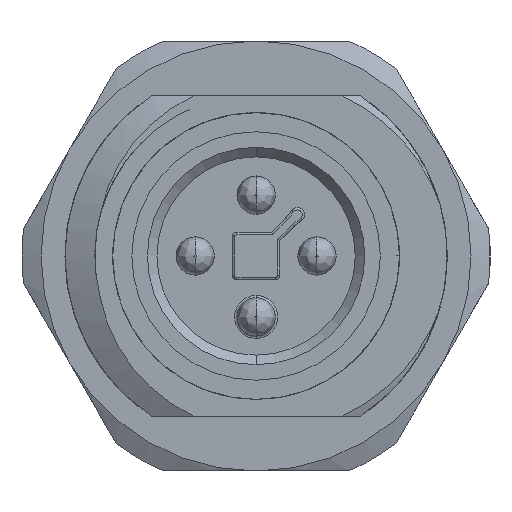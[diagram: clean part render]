
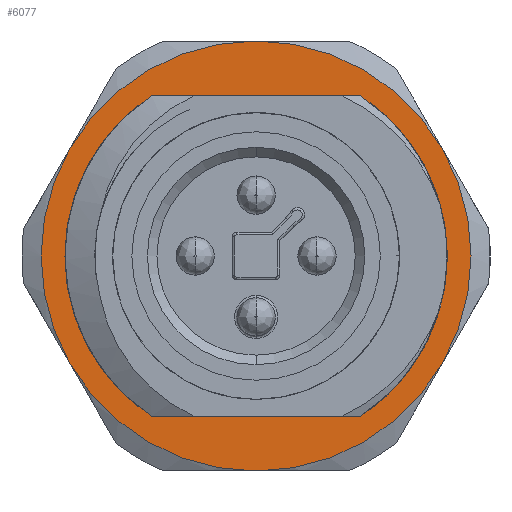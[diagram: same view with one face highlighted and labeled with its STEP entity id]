
A CAD part, left-side view. The second image highlights one B-rep face of the part: STEP entity #6077.
In plain terms, the highlighted planar face has unit normal (-1, 0, 0).
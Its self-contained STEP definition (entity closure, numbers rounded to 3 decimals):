
#66 = LINE ( 'NONE', #3506, #94 ) ;
#94 = VECTOR ( 'NONE', #3433, 1000. ) ;
#98 = ORIENTED_EDGE ( 'NONE', *, *, #2412, .F. ) ;
#130 = CIRCLE ( 'NONE', #4566, 8. ) ;
#131 = VERTEX_POINT ( 'NONE', #1730 ) ;
#163 = VECTOR ( 'NONE', #3064, 1000. ) ;
#197 = LINE ( 'NONE', #3073, #163 ) ;
#241 = LINE ( 'NONE', #2965, #298 ) ;
#286 = CIRCLE ( 'NONE', #4444, 8. ) ;
#298 = VECTOR ( 'NONE', #3015, 1000. ) ;
#313 = CARTESIAN_POINT ( 'NONE',  ( 16.56, -7.794, -4.5 ) ) ;
#316 = CIRCLE ( 'NONE', #4407, 9. ) ;
#336 = CIRCLE ( 'NONE', #4391, 9. ) ;
#349 = CIRCLE ( 'NONE', #4326, 9. ) ;
#387 = CIRCLE ( 'NONE', #4327, 9. ) ;
#394 = CIRCLE ( 'NONE', #4362, 9. ) ;
#414 = CIRCLE ( 'NONE', #4375, 9. ) ;
#614 = CARTESIAN_POINT ( 'NONE',  ( 16.56, -7.245, 0. ) ) ;
#1199 = CARTESIAN_POINT ( 'NONE',  ( 16.56, 7.794, -4.5 ) ) ;
#1349 = ORIENTED_EDGE ( 'NONE', *, *, #2477, .F. ) ;
#1500 = ORIENTED_EDGE ( 'NONE', *, *, #2459, .F. ) ;
#1724 = AXIS2_PLACEMENT_3D ( 'NONE', #9530, #9514, #9494 ) ;
#1730 = CARTESIAN_POINT ( 'NONE',  ( 16.56, 4.371, -6.7 ) ) ;
#1879 = CARTESIAN_POINT ( 'NONE',  ( 16.56, 0., 9. ) ) ;
#2021 = ORIENTED_EDGE ( 'NONE', *, *, #2324, .F. ) ;
#2077 = ORIENTED_EDGE ( 'NONE', *, *, #2410, .F. ) ;
#2288 = EDGE_CURVE ( 'NONE', #11004, #10132, #66, .T. ) ;
#2323 = DIRECTION ( 'NONE',  ( 0., 0., -1. ) ) ;
#2324 = EDGE_CURVE ( 'NONE', #10132, #10474, #8426, .T. ) ;
#2331 = DIRECTION ( 'NONE',  ( 1., 0., 0. ) ) ;
#2333 = CARTESIAN_POINT ( 'NONE',  ( 16.56, 0., 0. ) ) ;
#2340 = EDGE_CURVE ( 'NONE', #10474, #5181, #197, .T. ) ;
#2364 = DIRECTION ( 'NONE',  ( 0., 0., -1. ) ) ;
#2370 = DIRECTION ( 'NONE',  ( 1., 0., 0. ) ) ;
#2372 = EDGE_CURVE ( 'NONE', #5181, #131, #130, .T. ) ;
#2381 = CARTESIAN_POINT ( 'NONE',  ( 16.56, 0., 0. ) ) ;
#2390 = EDGE_CURVE ( 'NONE', #131, #8243, #241, .T. ) ;
#2410 = EDGE_CURVE ( 'NONE', #8243, #11004, #286, .T. ) ;
#2412 = EDGE_CURVE ( 'NONE', #2595, #8562, #316, .T. ) ;
#2413 = DIRECTION ( 'NONE',  ( 0., 0., -1. ) ) ;
#2420 = DIRECTION ( 'NONE',  ( 1., 0., 0. ) ) ;
#2426 = EDGE_CURVE ( 'NONE', #8648, #2595, #336, .T. ) ;
#2437 = CARTESIAN_POINT ( 'NONE',  ( 16.56, 0., 0. ) ) ;
#2448 = EDGE_CURVE ( 'NONE', #8884, #8648, #414, .T. ) ;
#2459 = EDGE_CURVE ( 'NONE', #6327, #8884, #394, .T. ) ;
#2460 = DIRECTION ( 'NONE',  ( 0., 0., -1. ) ) ;
#2464 = EDGE_CURVE ( 'NONE', #10721, #6327, #387, .T. ) ;
#2474 = DIRECTION ( 'NONE',  ( 1., 0., 0. ) ) ;
#2477 = EDGE_CURVE ( 'NONE', #8562, #10721, #349, .T. ) ;
#2486 = CARTESIAN_POINT ( 'NONE',  ( 16.56, 0., 0. ) ) ;
#2523 = EDGE_LOOP ( 'NONE', ( #98, #7256, #6357, #1500, #8724, #1349 ) ) ;
#2595 = VERTEX_POINT ( 'NONE', #313 ) ;
#2609 = EDGE_LOOP ( 'NONE', ( #8137, #5413, #3643, #2021, #7771, #2077 ) ) ;
#2704 = DIRECTION ( 'NONE',  ( 0., 0., -1. ) ) ;
#2716 = DIRECTION ( 'NONE',  ( 1., 0., 0. ) ) ;
#2726 = CARTESIAN_POINT ( 'NONE',  ( 16.56, 0., 0. ) ) ;
#2756 = DIRECTION ( 'NONE',  ( 0., 0., -1. ) ) ;
#2767 = DIRECTION ( 'NONE',  ( 1., 0., 0. ) ) ;
#2771 = CARTESIAN_POINT ( 'NONE',  ( 16.56, 0., 0. ) ) ;
#2807 = DIRECTION ( 'NONE',  ( 0., 0., 1. ) ) ;
#2812 = DIRECTION ( 'NONE',  ( -1., 0., 0. ) ) ;
#2824 = CARTESIAN_POINT ( 'NONE',  ( 16.56, 0., 0. ) ) ;
#2965 = CARTESIAN_POINT ( 'NONE',  ( 16.56, 8., -6.7 ) ) ;
#2970 = DIRECTION ( 'NONE',  ( 0., 0., 1. ) ) ;
#2979 = DIRECTION ( 'NONE',  ( -1., 0., 0. ) ) ;
#2984 = CARTESIAN_POINT ( 'NONE',  ( 16.56, 0., 0. ) ) ;
#3015 = DIRECTION ( 'NONE',  ( 0., -1., 0. ) ) ;
#3064 = DIRECTION ( 'NONE',  ( 0., 1., 0. ) ) ;
#3073 = CARTESIAN_POINT ( 'NONE',  ( 16.56, 8., 6.7 ) ) ;
#3113 = CARTESIAN_POINT ( 'NONE',  ( 16.56, -3.881, 6.7 ) ) ;
#3122 = CARTESIAN_POINT ( 'NONE',  ( 16.56, -4.156, 6.517 ) ) ;
#3129 = CARTESIAN_POINT ( 'NONE',  ( 16.56, -4.418, 6.317 ) ) ;
#3142 = CARTESIAN_POINT ( 'NONE',  ( 16.56, -4.912, 5.889 ) ) ;
#3144 = CARTESIAN_POINT ( 'NONE',  ( 16.56, -5.144, 5.66 ) ) ;
#3152 = CARTESIAN_POINT ( 'NONE',  ( 16.56, -5.58, 5.175 ) ) ;
#3156 = CARTESIAN_POINT ( 'NONE',  ( 16.56, -5.783, 4.916 ) ) ;
#3168 = CARTESIAN_POINT ( 'NONE',  ( 16.56, -6.154, 4.372 ) ) ;
#3182 = CARTESIAN_POINT ( 'NONE',  ( 16.56, -6.32, 4.09 ) ) ;
#3190 = CARTESIAN_POINT ( 'NONE',  ( 16.56, -6.613, 3.509 ) ) ;
#3194 = CARTESIAN_POINT ( 'NONE',  ( 16.56, -6.74, 3.209 ) ) ;
#3208 = CARTESIAN_POINT ( 'NONE',  ( 16.56, -6.955, 2.59 ) ) ;
#3209 = CARTESIAN_POINT ( 'NONE',  ( 16.56, -7.794, 4.5 ) ) ;
#3224 = CARTESIAN_POINT ( 'NONE',  ( 16.56, -7.043, 2.27 ) ) ;
#3227 = CARTESIAN_POINT ( 'NONE',  ( 16.56, -7.24, 1.309 ) ) ;
#3254 = CARTESIAN_POINT ( 'NONE',  ( 16.56, -7.245, 0. ) ) ;
#3269 = CARTESIAN_POINT ( 'NONE',  ( 16.56, -7.286, 0.659 ) ) ;
#3433 = DIRECTION ( 'NONE',  ( 0., 1., 0. ) ) ;
#3481 = FACE_BOUND ( 'NONE', #2609, .T. ) ;
#3506 = CARTESIAN_POINT ( 'NONE',  ( 16.56, 8., 0. ) ) ;
#3529 = FACE_OUTER_BOUND ( 'NONE', #2523, .T. ) ;
#3551 = CARTESIAN_POINT ( 'NONE',  ( 16.56, -3.881, 6.7 ) ) ;
#3643 = ORIENTED_EDGE ( 'NONE', *, *, #2340, .F. ) ;
#4326 = AXIS2_PLACEMENT_3D ( 'NONE', #2333, #2331, #2323 ) ;
#4327 = AXIS2_PLACEMENT_3D ( 'NONE', #2381, #2370, #2364 ) ;
#4362 = AXIS2_PLACEMENT_3D ( 'NONE', #2437, #2420, #2413 ) ;
#4375 = AXIS2_PLACEMENT_3D ( 'NONE', #2486, #2474, #2460 ) ;
#4391 = AXIS2_PLACEMENT_3D ( 'NONE', #2726, #2716, #2704 ) ;
#4407 = AXIS2_PLACEMENT_3D ( 'NONE', #2771, #2767, #2756 ) ;
#4444 = AXIS2_PLACEMENT_3D ( 'NONE', #2824, #2812, #2807 ) ;
#4566 = AXIS2_PLACEMENT_3D ( 'NONE', #2984, #2979, #2970 ) ;
#4797 = CARTESIAN_POINT ( 'NONE',  ( 16.56, 0., -9. ) ) ;
#5181 = VERTEX_POINT ( 'NONE', #5245 ) ;
#5192 = CARTESIAN_POINT ( 'NONE',  ( 16.56, -8., 0. ) ) ;
#5245 = CARTESIAN_POINT ( 'NONE',  ( 16.56, 4.371, 6.7 ) ) ;
#5413 = ORIENTED_EDGE ( 'NONE', *, *, #2372, .F. ) ;
#6077 = ADVANCED_FACE ( 'NONE', ( #3529, #3481 ), #9572, .F. ) ;
#6327 = VERTEX_POINT ( 'NONE', #8933 ) ;
#6357 = ORIENTED_EDGE ( 'NONE', *, *, #2448, .F. ) ;
#7256 = ORIENTED_EDGE ( 'NONE', *, *, #2426, .F. ) ;
#7771 = ORIENTED_EDGE ( 'NONE', *, *, #2288, .F. ) ;
#8137 = ORIENTED_EDGE ( 'NONE', *, *, #2390, .F. ) ;
#8243 = VERTEX_POINT ( 'NONE', #9682 ) ;
#8426 = B_SPLINE_CURVE_WITH_KNOTS ( 'NONE', 3,
 ( #3254, #3269, #3227, #3224, #3208, #3194, #3190, #3182, #3168, #3156, #3152, #3144, #3142, #3129, #3122, #3113 ),
 .UNSPECIFIED., .F., .F.,
 ( 4, 2, 2, 2, 2, 2, 2, 4 ),
 ( 0., 0.002, 0.003, 0.004, 0.005, 0.006, 0.007, 0.008 ),
 .UNSPECIFIED. ) ;
#8562 = VERTEX_POINT ( 'NONE', #4797 ) ;
#8648 = VERTEX_POINT ( 'NONE', #3209 ) ;
#8724 = ORIENTED_EDGE ( 'NONE', *, *, #2464, .F. ) ;
#8884 = VERTEX_POINT ( 'NONE', #1879 ) ;
#8933 = CARTESIAN_POINT ( 'NONE',  ( 16.56, 7.794, 4.5 ) ) ;
#9494 = DIRECTION ( 'NONE',  ( 0., 0., -1. ) ) ;
#9514 = DIRECTION ( 'NONE',  ( 1., 0., 0. ) ) ;
#9530 = CARTESIAN_POINT ( 'NONE',  ( 16.56, 8., 0. ) ) ;
#9572 = PLANE ( 'NONE',  #1724 ) ;
#9682 = CARTESIAN_POINT ( 'NONE',  ( 16.56, -4.371, -6.7 ) ) ;
#10132 = VERTEX_POINT ( 'NONE', #614 ) ;
#10474 = VERTEX_POINT ( 'NONE', #3551 ) ;
#10721 = VERTEX_POINT ( 'NONE', #1199 ) ;
#11004 = VERTEX_POINT ( 'NONE', #5192 ) ;
